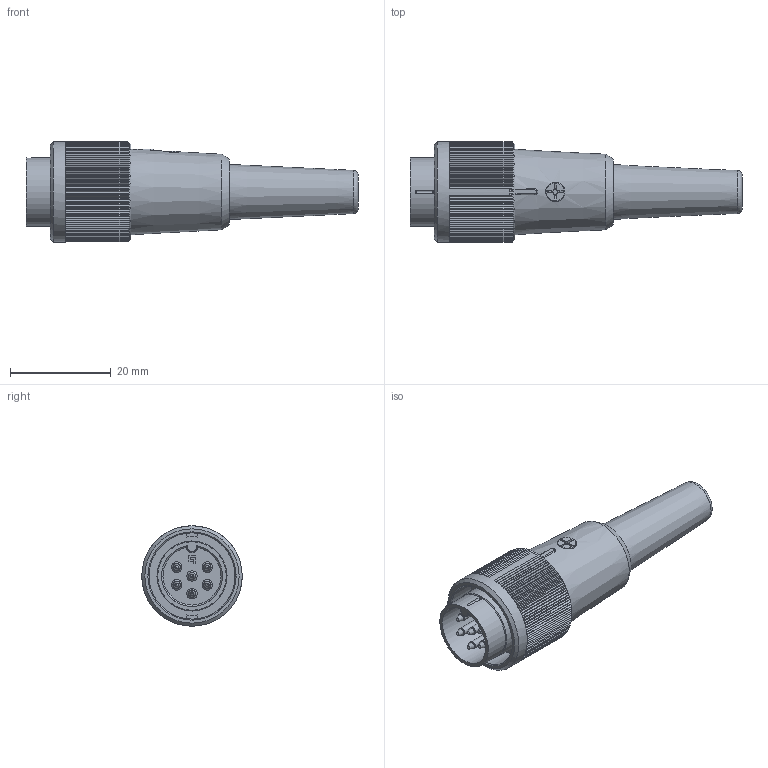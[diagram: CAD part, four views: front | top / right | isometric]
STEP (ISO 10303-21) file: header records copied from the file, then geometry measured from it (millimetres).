
FILE_DESCRIPTION(/* description */ (''),/* implementation_level */ '2;1');
FILE_NAME(/* name */ '99_0617_00_06_001_00.stp',/* time_stamp */ '2012-11-02T08:57:25+01:00',/* author */ (''),/* organization */ (''),/* preprocessor_version */ 'ST-DEVELOPER v14',/* originating_system */ 'SIEMENS PLM Software NX 8.0',/* authorisation */ '');
FILE_SCHEMA (('AP203_CONFIGURATION_CONTROLLED_3D_DESIGN_OF_MECHANICAL_PARTS_AND_ASSEMBLIES_MIM_LF { 1 0 10303 403 2 1 2}'));
Length unit declared in the file: millimetre
Products named in the file (1): sgro14F451B1uo8k
Bounding box: 65.8 x 19.9 x 19.9 mm (x, y, z)
Volume: 9915.4 mm3; surface area: 4883.9 mm2
Topology: 1 solids, 1 shells, 390 faces, 1089 edges, 713 vertices
Faces by surface type: plane 317, cylinder 32, cone 21, bspline 12, torus 4, sphere 4
Full cylindrical faces by diameter (mm): 1 x1, 1.49 x6, 3 x1, 13.6 x1, 13.9 x1, 17.1 x1, 19.9 x1
Entity records: 12675 total; most frequent: CARTESIAN_POINT 3387, ORIENTED_EDGE 2030, DIRECTION 1629, EDGE_CURVE 1015, VERTEX_POINT 691, LINE 643, VECTOR 643, AXIS2_PLACEMENT_3D 493
